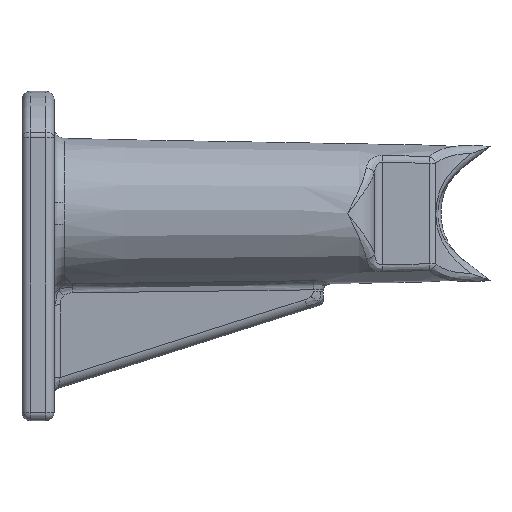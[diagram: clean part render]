
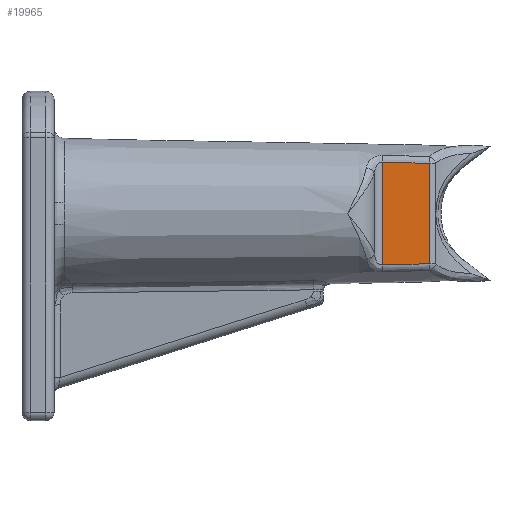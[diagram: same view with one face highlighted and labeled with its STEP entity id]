
A CAD part, left-side view. The second image highlights one B-rep face of the part: STEP entity #19965.
In plain terms, the highlighted planar face has unit normal (-1, 0, 0).
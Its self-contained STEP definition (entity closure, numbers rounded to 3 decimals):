
#17205 = B_SPLINE_SURFACE_WITH_KNOTS('',3,3,(
    (#17206,#17207,#17208,#17209)
    ,(#17210,#17211,#17212,#17213)
    ,(#17214,#17215,#17216,#17217)
    ,(#17218,#17219,#17220,#17221
    )),.UNSPECIFIED.,.F.,.F.,.F.,(4,4),(4,4),(0.,1.),(0.346,
    0.572),.PIECEWISE_BEZIER_KNOTS.);
#17206 = CARTESIAN_POINT('',(3.95,-7.574,
    -18.119));
#17207 = CARTESIAN_POINT('',(3.95,-7.558,
    -17.364));
#17208 = CARTESIAN_POINT('',(3.95,-7.542,
    -16.609));
#17209 = CARTESIAN_POINT('',(3.95,-7.527,
    -15.854));
#17210 = CARTESIAN_POINT('',(3.95,-7.445,
    -18.122));
#17211 = CARTESIAN_POINT('',(3.95,-7.428,
    -17.367));
#17212 = CARTESIAN_POINT('',(3.95,-7.412,
    -16.612));
#17213 = CARTESIAN_POINT('',(3.95,-7.396,
    -15.856));
#17214 = CARTESIAN_POINT('',(4.018,-7.317,
    -18.125));
#17215 = CARTESIAN_POINT('',(4.018,-7.3,
    -17.369));
#17216 = CARTESIAN_POINT('',(4.019,-7.283,
    -16.614));
#17217 = CARTESIAN_POINT('',(4.019,-7.267,
    -15.859));
#17218 = CARTESIAN_POINT('',(4.125,-7.244,
    -18.126));
#17219 = CARTESIAN_POINT('',(4.126,-7.227,
    -17.371));
#17220 = CARTESIAN_POINT('',(4.127,-7.21,
    -16.616));
#17221 = CARTESIAN_POINT('',(4.128,-7.194,
    -15.861));
#17621 = B_SPLINE_SURFACE_WITH_KNOTS('',3,3,(
    (#17622,#17623,#17624,#17625)
    ,(#17626,#17627,#17628,#17629)
    ,(#17630,#17631,#17632,#17633)
    ,(#17634,#17635,#17636,#17637
    )),.UNSPECIFIED.,.F.,.F.,.F.,(4,4),(4,4),(0.,1.),(1.626,
    1.852),.PIECEWISE_BEZIER_KNOTS.);
#17622 = CARTESIAN_POINT('',(3.95,-12.473,
    -15.854));
#17623 = CARTESIAN_POINT('',(3.95,-12.458,
    -16.609));
#17624 = CARTESIAN_POINT('',(3.95,-12.442,
    -17.364));
#17625 = CARTESIAN_POINT('',(3.95,-12.426,
    -18.119));
#17626 = CARTESIAN_POINT('',(3.95,-12.604,
    -15.856));
#17627 = CARTESIAN_POINT('',(3.95,-12.588,
    -16.612));
#17628 = CARTESIAN_POINT('',(3.95,-12.572,
    -17.367));
#17629 = CARTESIAN_POINT('',(3.95,-12.555,
    -18.122));
#17630 = CARTESIAN_POINT('',(4.019,-12.733,
    -15.859));
#17631 = CARTESIAN_POINT('',(4.019,-12.717,
    -16.614));
#17632 = CARTESIAN_POINT('',(4.018,-12.7,
    -17.369));
#17633 = CARTESIAN_POINT('',(4.018,-12.683,
    -18.125));
#17634 = CARTESIAN_POINT('',(4.128,-12.806,
    -15.861));
#17635 = CARTESIAN_POINT('',(4.127,-12.79,
    -16.616));
#17636 = CARTESIAN_POINT('',(4.126,-12.773,
    -17.371));
#17637 = CARTESIAN_POINT('',(4.125,-12.756,
    -18.126));
#19236 = VERTEX_POINT('',#19237);
#19237 = CARTESIAN_POINT('',(3.95,-12.473,
    -15.854));
#19276 = CYLINDRICAL_SURFACE('',#19277,0.4);
#19277 = AXIS2_PLACEMENT_3D('',#19278,#19279,#19280);
#19278 = CARTESIAN_POINT('',(3.55,0.,-15.854));
#19279 = DIRECTION('',(0.,-1.,0.));
#19280 = DIRECTION('',(0.784,0.,0.621));
#19335 = VERTEX_POINT('',#19336);
#19336 = CARTESIAN_POINT('',(3.95,-12.426,
    -18.119));
#19358 = CYLINDRICAL_SURFACE('',#19359,0.4);
#19359 = AXIS2_PLACEMENT_3D('',#19360,#19361,#19362);
#19360 = CARTESIAN_POINT('',(4.35,0.,-18.119));
#19361 = DIRECTION('',(0.,-1.,0.));
#19362 = DIRECTION('',(-0.908,-0.,-0.419));
#19510 = EDGE_CURVE('',#19236,#19335,#19511,.T.);
#19511 = SURFACE_CURVE('',#19512,(#19517,#19524),.PCURVE_S1.);
#19512 = B_SPLINE_CURVE_WITH_KNOTS('',3,(#19513,#19514,#19515,#19516),
  .UNSPECIFIED.,.F.,.F.,(4,4),(1.626,1.852),
  .PIECEWISE_BEZIER_KNOTS.);
#19513 = CARTESIAN_POINT('',(3.95,-12.473,
    -15.854));
#19514 = CARTESIAN_POINT('',(3.95,-12.458,
    -16.609));
#19515 = CARTESIAN_POINT('',(3.95,-12.442,
    -17.364));
#19516 = CARTESIAN_POINT('',(3.95,-12.426,
    -18.119));
#19517 = PCURVE('',#17621,#19518);
#19518 = DEFINITIONAL_REPRESENTATION('',(#19519),#19523);
#19519 = LINE('',#19520,#19521);
#19520 = CARTESIAN_POINT('',(0.,0.));
#19521 = VECTOR('',#19522,1.);
#19522 = DIRECTION('',(0.,1.));
#19523 = ( GEOMETRIC_REPRESENTATION_CONTEXT(2) 
PARAMETRIC_REPRESENTATION_CONTEXT() REPRESENTATION_CONTEXT('2D SPACE',''
  ) );
#19524 = PCURVE('',#19525,#19530);
#19525 = PLANE('',#19526);
#19526 = AXIS2_PLACEMENT_3D('',#19527,#19528,#19529);
#19527 = CARTESIAN_POINT('',(3.95,0.,-18.308));
#19528 = DIRECTION('',(1.,0.,0.));
#19529 = DIRECTION('',(0.,0.,1.));
#19530 = DEFINITIONAL_REPRESENTATION('',(#19531),#19536);
#19531 = B_SPLINE_CURVE_WITH_KNOTS('',3,(#19532,#19533,#19534,#19535),
  .UNSPECIFIED.,.F.,.F.,(4,4),(1.626,1.852),
  .PIECEWISE_BEZIER_KNOTS.);
#19532 = CARTESIAN_POINT('',(2.454,12.473));
#19533 = CARTESIAN_POINT('',(1.699,12.458));
#19534 = CARTESIAN_POINT('',(0.944,12.442));
#19535 = CARTESIAN_POINT('',(0.189,12.426));
#19536 = ( GEOMETRIC_REPRESENTATION_CONTEXT(2) 
PARAMETRIC_REPRESENTATION_CONTEXT() REPRESENTATION_CONTEXT('2D SPACE',''
  ) );
#19545 = VERTEX_POINT('',#19546);
#19546 = CARTESIAN_POINT('',(3.95,-7.527,
    -15.854));
#19719 = VERTEX_POINT('',#19720);
#19720 = CARTESIAN_POINT('',(3.95,-7.574,
    -18.119));
#19788 = EDGE_CURVE('',#19335,#19719,#19789,.T.);
#19789 = SURFACE_CURVE('',#19790,(#19794,#19801),.PCURVE_S1.);
#19790 = LINE('',#19791,#19792);
#19791 = CARTESIAN_POINT('',(3.95,0.,-18.119));
#19792 = VECTOR('',#19793,1.);
#19793 = DIRECTION('',(0.,1.,0.));
#19794 = PCURVE('',#19358,#19795);
#19795 = DEFINITIONAL_REPRESENTATION('',(#19796),#19800);
#19796 = LINE('',#19797,#19798);
#19797 = CARTESIAN_POINT('',(-0.433,0.));
#19798 = VECTOR('',#19799,1.);
#19799 = DIRECTION('',(0.,-1.));
#19800 = ( GEOMETRIC_REPRESENTATION_CONTEXT(2) 
PARAMETRIC_REPRESENTATION_CONTEXT() REPRESENTATION_CONTEXT('2D SPACE',''
  ) );
#19801 = PCURVE('',#19525,#19802);
#19802 = DEFINITIONAL_REPRESENTATION('',(#19803),#19807);
#19803 = LINE('',#19804,#19805);
#19804 = CARTESIAN_POINT('',(0.189,0.));
#19805 = VECTOR('',#19806,1.);
#19806 = DIRECTION('',(0.,-1.));
#19807 = ( GEOMETRIC_REPRESENTATION_CONTEXT(2) 
PARAMETRIC_REPRESENTATION_CONTEXT() REPRESENTATION_CONTEXT('2D SPACE',''
  ) );
#19834 = EDGE_CURVE('',#19719,#19545,#19835,.T.);
#19835 = SURFACE_CURVE('',#19836,(#19841,#19848),.PCURVE_S1.);
#19836 = B_SPLINE_CURVE_WITH_KNOTS('',3,(#19837,#19838,#19839,#19840),
  .UNSPECIFIED.,.F.,.F.,(4,4),(0.346,0.572),
  .PIECEWISE_BEZIER_KNOTS.);
#19837 = CARTESIAN_POINT('',(3.95,-7.574,
    -18.119));
#19838 = CARTESIAN_POINT('',(3.95,-7.558,
    -17.364));
#19839 = CARTESIAN_POINT('',(3.95,-7.542,
    -16.609));
#19840 = CARTESIAN_POINT('',(3.95,-7.527,
    -15.854));
#19841 = PCURVE('',#17205,#19842);
#19842 = DEFINITIONAL_REPRESENTATION('',(#19843),#19847);
#19843 = LINE('',#19844,#19845);
#19844 = CARTESIAN_POINT('',(0.,0.));
#19845 = VECTOR('',#19846,1.);
#19846 = DIRECTION('',(0.,1.));
#19847 = ( GEOMETRIC_REPRESENTATION_CONTEXT(2) 
PARAMETRIC_REPRESENTATION_CONTEXT() REPRESENTATION_CONTEXT('2D SPACE',''
  ) );
#19848 = PCURVE('',#19525,#19849);
#19849 = DEFINITIONAL_REPRESENTATION('',(#19850),#19855);
#19850 = B_SPLINE_CURVE_WITH_KNOTS('',3,(#19851,#19852,#19853,#19854),
  .UNSPECIFIED.,.F.,.F.,(4,4),(0.346,0.572),
  .PIECEWISE_BEZIER_KNOTS.);
#19851 = CARTESIAN_POINT('',(0.189,7.574));
#19852 = CARTESIAN_POINT('',(0.944,7.558));
#19853 = CARTESIAN_POINT('',(1.699,7.542));
#19854 = CARTESIAN_POINT('',(2.454,7.527));
#19855 = ( GEOMETRIC_REPRESENTATION_CONTEXT(2) 
PARAMETRIC_REPRESENTATION_CONTEXT() REPRESENTATION_CONTEXT('2D SPACE',''
  ) );
#19863 = EDGE_CURVE('',#19545,#19236,#19864,.T.);
#19864 = SURFACE_CURVE('',#19865,(#19869,#19876),.PCURVE_S1.);
#19865 = LINE('',#19866,#19867);
#19866 = CARTESIAN_POINT('',(3.95,0.,-15.854));
#19867 = VECTOR('',#19868,1.);
#19868 = DIRECTION('',(0.,-1.,0.));
#19869 = PCURVE('',#19276,#19870);
#19870 = DEFINITIONAL_REPRESENTATION('',(#19871),#19875);
#19871 = LINE('',#19872,#19873);
#19872 = CARTESIAN_POINT('',(-0.67,0.));
#19873 = VECTOR('',#19874,1.);
#19874 = DIRECTION('',(0.,1.));
#19875 = ( GEOMETRIC_REPRESENTATION_CONTEXT(2) 
PARAMETRIC_REPRESENTATION_CONTEXT() REPRESENTATION_CONTEXT('2D SPACE',''
  ) );
#19876 = PCURVE('',#19525,#19877);
#19877 = DEFINITIONAL_REPRESENTATION('',(#19878),#19882);
#19878 = LINE('',#19879,#19880);
#19879 = CARTESIAN_POINT('',(2.454,0.));
#19880 = VECTOR('',#19881,1.);
#19881 = DIRECTION('',(0.,1.));
#19882 = ( GEOMETRIC_REPRESENTATION_CONTEXT(2) 
PARAMETRIC_REPRESENTATION_CONTEXT() REPRESENTATION_CONTEXT('2D SPACE',''
  ) );
#19965 = ADVANCED_FACE('',(#19966),#19525,.F.);
#19966 = FACE_BOUND('',#19967,.T.);
#19967 = EDGE_LOOP('',(#19968,#19969,#19970,#19971));
#19968 = ORIENTED_EDGE('',*,*,#19510,.F.);
#19969 = ORIENTED_EDGE('',*,*,#19863,.F.);
#19970 = ORIENTED_EDGE('',*,*,#19834,.F.);
#19971 = ORIENTED_EDGE('',*,*,#19788,.F.);
